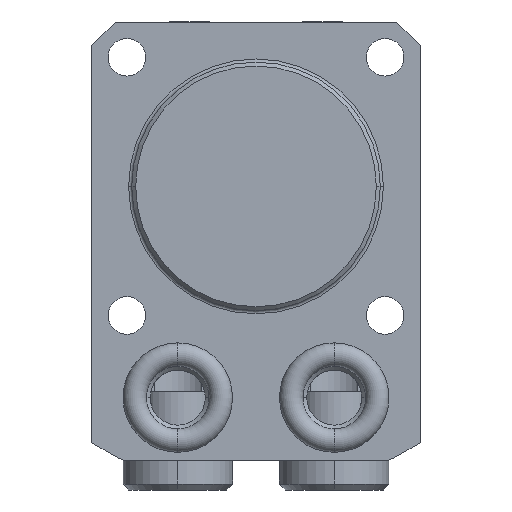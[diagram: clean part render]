
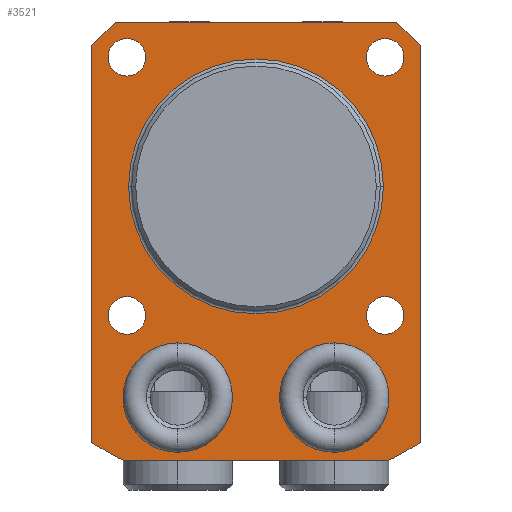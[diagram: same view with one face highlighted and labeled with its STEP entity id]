
A CAD part, front view. The second image highlights one B-rep face of the part: STEP entity #3521.
In plain terms, the highlighted planar face has unit normal (0, -1, 0).
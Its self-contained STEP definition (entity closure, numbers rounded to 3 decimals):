
#95=CARTESIAN_POINT('',(0.,0.,0.));
#96=DIRECTION('',(0.,1.,0.));
#97=DIRECTION('',(-1.,0.,0.));
#98=AXIS2_PLACEMENT_3D('',#95,#96,#97);
#103=CARTESIAN_POINT('',(0.,0.,0.));
#104=DIRECTION('',(0.,1.,0.));
#105=DIRECTION('',(1.,0.,0.));
#106=AXIS2_PLACEMENT_3D('',#103,#104,#105);
#111=DIRECTION('',(1.,0.,0.));
#112=VECTOR('',#111,33.931);
#113=CARTESIAN_POINT('',(-16.965,0.,-35.));
#114=LINE('',#113,#112);
#118=DIRECTION('',(0.,0.,-1.));
#119=VECTOR('',#118,50.739);
#120=CARTESIAN_POINT('',(-21.,0.,18.));
#121=LINE('',#120,#119);
#125=DIRECTION('',(-0.707,0.,-0.707));
#126=VECTOR('',#125,4.243);
#127=CARTESIAN_POINT('',(-18.,0.,21.));
#128=LINE('',#127,#126);
#132=DIRECTION('',(-1.,0.,0.));
#133=VECTOR('',#132,36.);
#134=CARTESIAN_POINT('',(18.,0.,21.));
#135=LINE('',#134,#133);
#139=DIRECTION('',(-0.707,0.,0.707));
#140=VECTOR('',#139,4.243);
#141=CARTESIAN_POINT('',(21.,0.,18.));
#142=LINE('',#141,#140);
#146=DIRECTION('',(0.,0.,1.));
#147=VECTOR('',#146,50.739);
#148=CARTESIAN_POINT('',(21.,0.,-32.739));
#149=LINE('',#148,#147);
#153=CARTESIAN_POINT('',(-16.5,0.,-16.5));
#154=DIRECTION('',(0.,1.,0.));
#155=DIRECTION('',(-1.,0.,0.));
#156=AXIS2_PLACEMENT_3D('',#153,#154,#155);
#161=CARTESIAN_POINT('',(-16.5,0.,-16.5));
#162=DIRECTION('',(0.,1.,0.));
#163=DIRECTION('',(1.,0.,0.));
#164=AXIS2_PLACEMENT_3D('',#161,#162,#163);
#169=CARTESIAN_POINT('',(16.5,0.,-16.5));
#170=DIRECTION('',(0.,1.,0.));
#171=DIRECTION('',(-1.,0.,0.));
#172=AXIS2_PLACEMENT_3D('',#169,#170,#171);
#177=CARTESIAN_POINT('',(16.5,0.,-16.5));
#178=DIRECTION('',(0.,1.,0.));
#179=DIRECTION('',(1.,0.,0.));
#180=AXIS2_PLACEMENT_3D('',#177,#178,#179);
#185=CARTESIAN_POINT('',(16.5,0.,16.5));
#186=DIRECTION('',(0.,1.,0.));
#187=DIRECTION('',(-1.,0.,0.));
#188=AXIS2_PLACEMENT_3D('',#185,#186,#187);
#193=CARTESIAN_POINT('',(16.5,0.,16.5));
#194=DIRECTION('',(0.,1.,0.));
#195=DIRECTION('',(1.,0.,0.));
#196=AXIS2_PLACEMENT_3D('',#193,#194,#195);
#201=CARTESIAN_POINT('',(-16.5,0.,16.5));
#202=DIRECTION('',(0.,1.,0.));
#203=DIRECTION('',(-1.,0.,0.));
#204=AXIS2_PLACEMENT_3D('',#201,#202,#203);
#209=CARTESIAN_POINT('',(-16.5,0.,16.5));
#210=DIRECTION('',(0.,1.,0.));
#211=DIRECTION('',(1.,0.,0.));
#212=AXIS2_PLACEMENT_3D('',#209,#210,#211);
#217=CARTESIAN_POINT('',(-10.,0.,-27.));
#218=DIRECTION('',(0.,-1.,0.));
#219=DIRECTION('',(-1.,0.,0.));
#220=AXIS2_PLACEMENT_3D('',#217,#218,#219);
#225=CARTESIAN_POINT('',(-10.,0.,-27.));
#226=DIRECTION('',(0.,-1.,0.));
#227=DIRECTION('',(1.,0.,0.));
#228=AXIS2_PLACEMENT_3D('',#225,#226,#227);
#233=CARTESIAN_POINT('',(10.,0.,-27.));
#234=DIRECTION('',(0.,1.,0.));
#235=DIRECTION('',(1.,0.,0.));
#236=AXIS2_PLACEMENT_3D('',#233,#234,#235);
#241=CARTESIAN_POINT('',(10.,0.,-27.));
#242=DIRECTION('',(0.,1.,0.));
#243=DIRECTION('',(-1.,0.,0.));
#244=AXIS2_PLACEMENT_3D('',#241,#242,#243);
#411=CARTESIAN_POINT('',(0.,0.,0.));
#412=DIRECTION('',(0.,-1.,0.));
#413=DIRECTION('',(-0.54,0.,-0.842));
#414=AXIS2_PLACEMENT_3D('',#411,#412,#413);
#451=CARTESIAN_POINT('',(0.,0.,0.));
#452=DIRECTION('',(0.,-1.,0.));
#453=DIRECTION('',(0.436,0.,-0.9));
#454=AXIS2_PLACEMENT_3D('',#451,#452,#453);
#2974=CARTESIAN_POINT('',(-16.965,0.,-35.));
#2975=CARTESIAN_POINT('',(16.965,0.,-35.));
#2976=VERTEX_POINT('',#2974);
#2977=VERTEX_POINT('',#2975);
#2978=CARTESIAN_POINT('',(21.,0.,-32.739));
#2979=CARTESIAN_POINT('',(21.,0.,18.));
#2980=VERTEX_POINT('',#2978);
#2981=VERTEX_POINT('',#2979);
#2984=CARTESIAN_POINT('',(-21.,0.,-32.739));
#2985=VERTEX_POINT('',#2984);
#2986=CARTESIAN_POINT('',(-18.9,0.,-16.5));
#2987=CARTESIAN_POINT('',(-14.1,0.,-16.5));
#2988=VERTEX_POINT('',#2986);
#2989=VERTEX_POINT('',#2987);
#2990=CARTESIAN_POINT('',(14.1,0.,-16.5));
#2991=CARTESIAN_POINT('',(18.9,0.,-16.5));
#2992=VERTEX_POINT('',#2990);
#2993=VERTEX_POINT('',#2991);
#2994=CARTESIAN_POINT('',(14.1,0.,16.5));
#2995=CARTESIAN_POINT('',(18.9,0.,16.5));
#2996=VERTEX_POINT('',#2994);
#2997=VERTEX_POINT('',#2995);
#2998=CARTESIAN_POINT('',(-18.9,0.,16.5));
#2999=CARTESIAN_POINT('',(-14.1,0.,16.5));
#3000=VERTEX_POINT('',#2998);
#3001=VERTEX_POINT('',#2999);
#3047=CARTESIAN_POINT('',(-16.285,0.,0.));
#3048=CARTESIAN_POINT('',(16.285,0.,0.));
#3049=VERTEX_POINT('',#3047);
#3050=VERTEX_POINT('',#3048);
#3139=CARTESIAN_POINT('',(-17.,0.,-27.));
#3140=CARTESIAN_POINT('',(-3.,0.,-27.));
#3141=VERTEX_POINT('',#3139);
#3142=VERTEX_POINT('',#3140);
#3167=CARTESIAN_POINT('',(17.,0.,-27.));
#3168=VERTEX_POINT('',#3167);
#3169=CARTESIAN_POINT('',(3.,0.,-27.));
#3170=VERTEX_POINT('',#3169);
#3353=CARTESIAN_POINT('',(18.,0.,21.));
#3354=VERTEX_POINT('',#3353);
#3355=CARTESIAN_POINT('',(-18.,0.,21.));
#3356=VERTEX_POINT('',#3355);
#3357=CARTESIAN_POINT('',(-21.,0.,18.));
#3358=VERTEX_POINT('',#3357);
#3458=CARTESIAN_POINT('',(0.,0.,0.));
#3459=DIRECTION('',(0.,-1.,0.));
#3460=DIRECTION('',(-1.,0.,0.));
#3461=AXIS2_PLACEMENT_3D('',#3458,#3459,#3460);
#3462=PLANE('',#3461);
#3464=ORIENTED_EDGE('',*,*,#3463,.F.);
#3466=ORIENTED_EDGE('',*,*,#3465,.F.);
#3468=ORIENTED_EDGE('',*,*,#3467,.F.);
#3470=ORIENTED_EDGE('',*,*,#3469,.F.);
#3472=ORIENTED_EDGE('',*,*,#3471,.F.);
#3474=ORIENTED_EDGE('',*,*,#3473,.F.);
#3476=ORIENTED_EDGE('',*,*,#3475,.F.);
#3478=ORIENTED_EDGE('',*,*,#3477,.F.);
#3479=EDGE_LOOP('',(#3464,#3466,#3468,#3470,#3472,#3474,#3476,#3478));
#3480=FACE_OUTER_BOUND('',#3479,.F.);
#3482=ORIENTED_EDGE('',*,*,#3481,.F.);
#3484=ORIENTED_EDGE('',*,*,#3483,.F.);
#3485=EDGE_LOOP('',(#3482,#3484));
#3486=FACE_BOUND('',#3485,.F.);
#3488=ORIENTED_EDGE('',*,*,#3487,.F.);
#3490=ORIENTED_EDGE('',*,*,#3489,.F.);
#3491=EDGE_LOOP('',(#3488,#3490));
#3492=FACE_BOUND('',#3491,.F.);
#3494=ORIENTED_EDGE('',*,*,#3493,.F.);
#3496=ORIENTED_EDGE('',*,*,#3495,.F.);
#3497=EDGE_LOOP('',(#3494,#3496));
#3498=FACE_BOUND('',#3497,.F.);
#3500=ORIENTED_EDGE('',*,*,#3499,.F.);
#3502=ORIENTED_EDGE('',*,*,#3501,.F.);
#3503=EDGE_LOOP('',(#3500,#3502));
#3504=FACE_BOUND('',#3503,.F.);
#3506=ORIENTED_EDGE('',*,*,#3505,.F.);
#3508=ORIENTED_EDGE('',*,*,#3507,.F.);
#3509=EDGE_LOOP('',(#3506,#3508));
#3510=FACE_BOUND('',#3509,.F.);
#3512=ORIENTED_EDGE('',*,*,#3511,.T.);
#3514=ORIENTED_EDGE('',*,*,#3513,.T.);
#3515=EDGE_LOOP('',(#3512,#3514));
#3516=FACE_BOUND('',#3515,.F.);
#3517=ORIENTED_EDGE('',*,*,#3437,.F.);
#3518=ORIENTED_EDGE('',*,*,#3453,.F.);
#3519=EDGE_LOOP('',(#3517,#3518));
#3520=FACE_BOUND('',#3519,.F.);
#99=CIRCLE('',#98,16.285);
#107=CIRCLE('',#106,16.285);
#157=CIRCLE('',#156,2.4);
#165=CIRCLE('',#164,2.4);
#173=CIRCLE('',#172,2.4);
#181=CIRCLE('',#180,2.4);
#189=CIRCLE('',#188,2.4);
#197=CIRCLE('',#196,2.4);
#205=CIRCLE('',#204,2.4);
#213=CIRCLE('',#212,2.4);
#221=CIRCLE('',#220,7.);
#229=CIRCLE('',#228,7.);
#237=CIRCLE('',#236,7.);
#245=CIRCLE('',#244,7.);
#415=CIRCLE('',#414,38.895);
#455=CIRCLE('',#454,38.895);
#3437=EDGE_CURVE('',#3168,#3170,#237,.T.);
#3453=EDGE_CURVE('',#3170,#3168,#245,.T.);
#3463=EDGE_CURVE('',#2976,#2977,#114,.T.);
#3465=EDGE_CURVE('',#2985,#2976,#415,.T.);
#3467=EDGE_CURVE('',#3358,#2985,#121,.T.);
#3469=EDGE_CURVE('',#3356,#3358,#128,.T.);
#3471=EDGE_CURVE('',#3354,#3356,#135,.T.);
#3473=EDGE_CURVE('',#2981,#3354,#142,.T.);
#3475=EDGE_CURVE('',#2980,#2981,#149,.T.);
#3477=EDGE_CURVE('',#2977,#2980,#455,.T.);
#3481=EDGE_CURVE('',#3049,#3050,#99,.T.);
#3483=EDGE_CURVE('',#3050,#3049,#107,.T.);
#3487=EDGE_CURVE('',#2988,#2989,#157,.T.);
#3489=EDGE_CURVE('',#2989,#2988,#165,.T.);
#3493=EDGE_CURVE('',#2992,#2993,#173,.T.);
#3495=EDGE_CURVE('',#2993,#2992,#181,.T.);
#3499=EDGE_CURVE('',#2996,#2997,#189,.T.);
#3501=EDGE_CURVE('',#2997,#2996,#197,.T.);
#3505=EDGE_CURVE('',#3000,#3001,#205,.T.);
#3507=EDGE_CURVE('',#3001,#3000,#213,.T.);
#3511=EDGE_CURVE('',#3141,#3142,#221,.T.);
#3513=EDGE_CURVE('',#3142,#3141,#229,.T.);
#3521=ADVANCED_FACE('',(#3480,#3486,#3492,#3498,#3504,#3510,#3516,#3520),#3462,
.T.);
